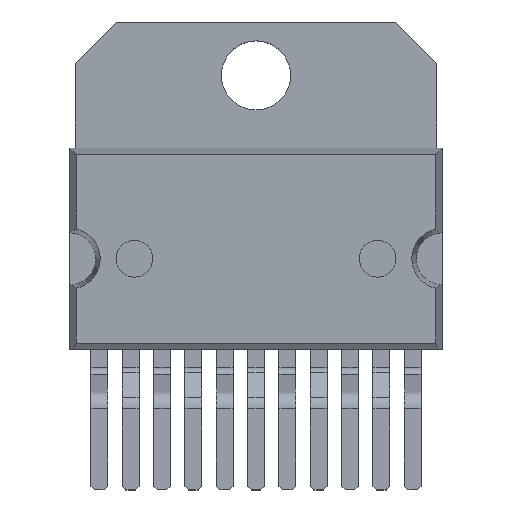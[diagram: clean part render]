
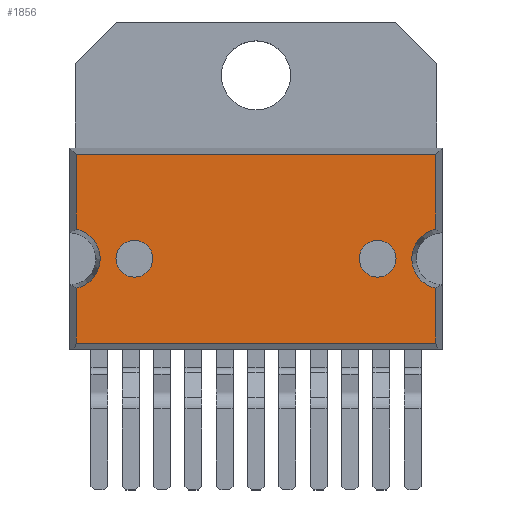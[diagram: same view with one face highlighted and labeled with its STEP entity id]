
A CAD part, top view. The second image highlights one B-rep face of the part: STEP entity #1856.
In plain terms, the highlighted planar face has unit normal (0, 0, 1).
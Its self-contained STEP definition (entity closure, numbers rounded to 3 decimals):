
#56 = DIRECTION ( 'NONE',  ( 0., 0., -1. ) ) ;
#103 = VECTOR ( 'NONE', #5250, 1000. ) ;
#109 = CARTESIAN_POINT ( 'NONE',  ( 0., 0., 0.185 ) ) ;
#133 = VERTEX_POINT ( 'NONE', #4794 ) ;
#228 = ORIENTED_EDGE ( 'NONE', *, *, #1690, .F. ) ;
#371 = CARTESIAN_POINT ( 'NONE',  ( 9.743, 6.75, 0.185 ) ) ;
#479 = CIRCLE ( 'NONE', #561, 1. ) ;
#488 = CARTESIAN_POINT ( 'NONE',  ( -6.6, 8.15, 0.185 ) ) ;
#518 = DIRECTION ( 'NONE',  ( 0., 0., -1. ) ) ;
#561 = AXIS2_PLACEMENT_3D ( 'NONE', #3840, #608, #4408 ) ;
#581 = CIRCLE ( 'NONE', #5590, 1.646 ) ;
#608 = DIRECTION ( 'NONE',  ( 0., 0., 1. ) ) ;
#699 = DIRECTION ( 'NONE',  ( -1., 0., 0. ) ) ;
#733 = DIRECTION ( 'NONE',  ( 1., 0., 0. ) ) ;
#744 = CARTESIAN_POINT ( 'NONE',  ( 9.743, 13.793, 0.185 ) ) ;
#814 = LINE ( 'NONE', #2403, #3884 ) ;
#836 = DIRECTION ( 'NONE',  ( 0., 0., 1. ) ) ;
#844 = VERTEX_POINT ( 'NONE', #744 ) ;
#916 = CARTESIAN_POINT ( 'NONE',  ( 9.743, 14.15, 0.185 ) ) ;
#942 = AXIS2_PLACEMENT_3D ( 'NONE', #2623, #6432, #6973 ) ;
#986 = VERTEX_POINT ( 'NONE', #6943 ) ;
#1007 = CARTESIAN_POINT ( 'NONE',  ( 7.6, 8.15, 0.185 ) ) ;
#1098 = VERTEX_POINT ( 'NONE', #3159 ) ;
#1105 = ORIENTED_EDGE ( 'NONE', *, *, #3651, .T. ) ;
#1151 = VERTEX_POINT ( 'NONE', #4417 ) ;
#1281 = CARTESIAN_POINT ( 'NONE',  ( 6.6, 8.15, 0.185 ) ) ;
#1458 = ORIENTED_EDGE ( 'NONE', *, *, #2768, .T. ) ;
#1648 = FACE_BOUND ( 'NONE', #5996, .T. ) ;
#1690 = EDGE_CURVE ( 'NONE', #5034, #133, #2546, .T. ) ;
#1695 = PLANE ( 'NONE',  #6321 ) ;
#1735 = CARTESIAN_POINT ( 'NONE',  ( 9.743, 3.572, 0.185 ) ) ;
#1777 = EDGE_CURVE ( 'NONE', #133, #5034, #479, .T. ) ;
#1795 = VECTOR ( 'NONE', #2425, 1000. ) ;
#1856 = ADVANCED_FACE ( 'NONE', ( #2930, #1648, #2081 ), #1695, .F. ) ;
#1868 = CARTESIAN_POINT ( 'NONE',  ( 9.743, 6.543, 0.185 ) ) ;
#1934 = VERTEX_POINT ( 'NONE', #2862 ) ;
#2012 = VERTEX_POINT ( 'NONE', #2909 ) ;
#2073 = LINE ( 'NONE', #4239, #3769 ) ;
#2075 = EDGE_LOOP ( 'NONE', ( #6310, #2088, #2644, #1105, #6455, #3340, #6440, #4991, #1458 ) ) ;
#2081 = FACE_OUTER_BOUND ( 'NONE', #2075, .T. ) ;
#2088 = ORIENTED_EDGE ( 'NONE', *, *, #4200, .T. ) ;
#2143 = CIRCLE ( 'NONE', #4987, 1. ) ;
#2232 = AXIS2_PLACEMENT_3D ( 'NONE', #5987, #518, #4923 ) ;
#2355 = DIRECTION ( 'NONE',  ( 1., 0., 0. ) ) ;
#2403 = CARTESIAN_POINT ( 'NONE',  ( -9.743, 9.55, 0.185 ) ) ;
#2425 = DIRECTION ( 'NONE',  ( 0., -1., 0. ) ) ;
#2546 = CIRCLE ( 'NONE', #6845, 1. ) ;
#2616 = LINE ( 'NONE', #371, #3473 ) ;
#2623 = CARTESIAN_POINT ( 'NONE',  ( 10.1, 8.15, 0.185 ) ) ;
#2644 = ORIENTED_EDGE ( 'NONE', *, *, #3753, .T. ) ;
#2654 = ORIENTED_EDGE ( 'NONE', *, *, #7030, .F. ) ;
#2768 = EDGE_CURVE ( 'NONE', #844, #2012, #2073, .T. ) ;
#2862 = CARTESIAN_POINT ( 'NONE',  ( -9.743, 3.572, 0.185 ) ) ;
#2892 = CIRCLE ( 'NONE', #942, 1.646 ) ;
#2909 = CARTESIAN_POINT ( 'NONE',  ( -9.743, 13.793, 0.185 ) ) ;
#2930 = FACE_BOUND ( 'NONE', #4415, .T. ) ;
#3159 = CARTESIAN_POINT ( 'NONE',  ( -8.454, 8.15, 0.185 ) ) ;
#3160 = EDGE_CURVE ( 'NONE', #4074, #5956, #2143, .T. ) ;
#3259 = LINE ( 'NONE', #5143, #1795 ) ;
#3340 = ORIENTED_EDGE ( 'NONE', *, *, #5274, .T. ) ;
#3383 = EDGE_CURVE ( 'NONE', #7048, #5288, #2892, .T. ) ;
#3397 = DIRECTION ( 'NONE',  ( -1., 0., 0. ) ) ;
#3462 = DIRECTION ( 'NONE',  ( 0., 0., 1. ) ) ;
#3473 = VECTOR ( 'NONE', #5892, 1000. ) ;
#3489 = CIRCLE ( 'NONE', #6110, 1. ) ;
#3500 = DIRECTION ( 'NONE',  ( 0., -1., 0. ) ) ;
#3651 = EDGE_CURVE ( 'NONE', #1151, #1934, #3259, .T. ) ;
#3753 = EDGE_CURVE ( 'NONE', #1098, #1151, #581, .T. ) ;
#3769 = VECTOR ( 'NONE', #6459, 1000. ) ;
#3786 = LINE ( 'NONE', #916, #103 ) ;
#3787 = CARTESIAN_POINT ( 'NONE',  ( 9.743, 9.757, 0.185 ) ) ;
#3830 = EDGE_CURVE ( 'NONE', #1934, #986, #6893, .T. ) ;
#3840 = CARTESIAN_POINT ( 'NONE',  ( -6.6, 8.15, 0.185 ) ) ;
#3884 = VECTOR ( 'NONE', #3500, 1000. ) ;
#3911 = CIRCLE ( 'NONE', #2232, 1.646 ) ;
#3954 = CARTESIAN_POINT ( 'NONE',  ( -5.6, 8.15, 0.185 ) ) ;
#4074 = VERTEX_POINT ( 'NONE', #5253 ) ;
#4200 = EDGE_CURVE ( 'NONE', #5591, #1098, #3911, .T. ) ;
#4239 = CARTESIAN_POINT ( 'NONE',  ( -9.743, 13.793, 0.185 ) ) ;
#4408 = DIRECTION ( 'NONE',  ( 1., 0., 0. ) ) ;
#4415 = EDGE_LOOP ( 'NONE', ( #2654, #5109 ) ) ;
#4417 = CARTESIAN_POINT ( 'NONE',  ( -9.743, 6.543, 0.185 ) ) ;
#4524 = CARTESIAN_POINT ( 'NONE',  ( -9.743, 9.757, 0.185 ) ) ;
#4558 = DIRECTION ( 'NONE',  ( 1., 0., 0. ) ) ;
#4794 = CARTESIAN_POINT ( 'NONE',  ( -7.6, 8.15, 0.185 ) ) ;
#4864 = ORIENTED_EDGE ( 'NONE', *, *, #1777, .F. ) ;
#4923 = DIRECTION ( 'NONE',  ( -1., 0., 0. ) ) ;
#4987 = AXIS2_PLACEMENT_3D ( 'NONE', #6207, #836, #4558 ) ;
#4991 = ORIENTED_EDGE ( 'NONE', *, *, #6521, .T. ) ;
#5001 = CARTESIAN_POINT ( 'NONE',  ( -10.1, 8.15, 0.185 ) ) ;
#5034 = VERTEX_POINT ( 'NONE', #3954 ) ;
#5109 = ORIENTED_EDGE ( 'NONE', *, *, #3160, .F. ) ;
#5143 = CARTESIAN_POINT ( 'NONE',  ( -9.743, 3.25, 0.185 ) ) ;
#5250 = DIRECTION ( 'NONE',  ( 0., 1., 0. ) ) ;
#5253 = CARTESIAN_POINT ( 'NONE',  ( 5.6, 8.15, 0.185 ) ) ;
#5274 = EDGE_CURVE ( 'NONE', #986, #7048, #2616, .T. ) ;
#5288 = VERTEX_POINT ( 'NONE', #3787 ) ;
#5419 = DIRECTION ( 'NONE',  ( 0., 0., 1. ) ) ;
#5515 = DIRECTION ( 'NONE',  ( 0., 0., -1. ) ) ;
#5590 = AXIS2_PLACEMENT_3D ( 'NONE', #5001, #56, #699 ) ;
#5591 = VERTEX_POINT ( 'NONE', #4524 ) ;
#5698 = EDGE_CURVE ( 'NONE', #2012, #5591, #814, .T. ) ;
#5892 = DIRECTION ( 'NONE',  ( 0., 1., 0. ) ) ;
#5956 = VERTEX_POINT ( 'NONE', #1007 ) ;
#5961 = DIRECTION ( 'NONE',  ( 1., 0., 0. ) ) ;
#5987 = CARTESIAN_POINT ( 'NONE',  ( -10.1, 8.15, 0.185 ) ) ;
#5996 = EDGE_LOOP ( 'NONE', ( #228, #4864 ) ) ;
#6110 = AXIS2_PLACEMENT_3D ( 'NONE', #1281, #3462, #733 ) ;
#6207 = CARTESIAN_POINT ( 'NONE',  ( 6.6, 8.15, 0.185 ) ) ;
#6310 = ORIENTED_EDGE ( 'NONE', *, *, #5698, .T. ) ;
#6321 = AXIS2_PLACEMENT_3D ( 'NONE', #109, #5515, #3397 ) ;
#6432 = DIRECTION ( 'NONE',  ( 0., 0., -1. ) ) ;
#6440 = ORIENTED_EDGE ( 'NONE', *, *, #3383, .T. ) ;
#6455 = ORIENTED_EDGE ( 'NONE', *, *, #3830, .T. ) ;
#6459 = DIRECTION ( 'NONE',  ( -1., 0., 0. ) ) ;
#6521 = EDGE_CURVE ( 'NONE', #5288, #844, #3786, .T. ) ;
#6554 = VECTOR ( 'NONE', #2355, 1000. ) ;
#6845 = AXIS2_PLACEMENT_3D ( 'NONE', #488, #5419, #5961 ) ;
#6893 = LINE ( 'NONE', #1735, #6554 ) ;
#6943 = CARTESIAN_POINT ( 'NONE',  ( 9.743, 3.572, 0.185 ) ) ;
#6973 = DIRECTION ( 'NONE',  ( -1., 0., 0. ) ) ;
#7030 = EDGE_CURVE ( 'NONE', #5956, #4074, #3489, .T. ) ;
#7048 = VERTEX_POINT ( 'NONE', #1868 ) ;
